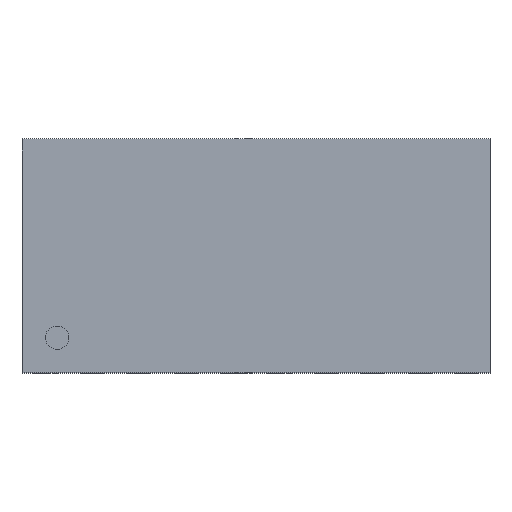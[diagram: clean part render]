
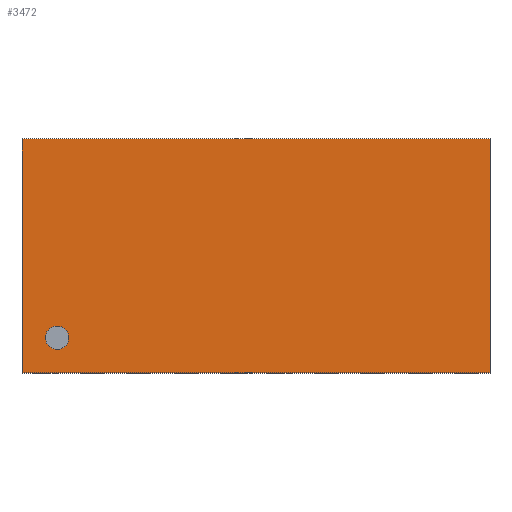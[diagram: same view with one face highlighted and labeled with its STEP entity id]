
A CAD part, top view. The second image highlights one B-rep face of the part: STEP entity #3472.
In plain terms, the highlighted planar face has unit normal (0, 0, 1).
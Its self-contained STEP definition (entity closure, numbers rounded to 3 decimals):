
#63 = EDGE_LOOP ( 'NONE', ( #1161, #2832, #3379, #1840 ) ) ;
#109 = VERTEX_POINT ( 'NONE', #801 ) ;
#128 = AXIS2_PLACEMENT_3D ( 'NONE', #2732, #2063, #391 ) ;
#168 = VERTEX_POINT ( 'NONE', #2369 ) ;
#195 = VECTOR ( 'NONE', #3460, 1000. ) ;
#255 = EDGE_CURVE ( 'NONE', #109, #962, #1223, .T. ) ;
#273 = LINE ( 'NONE', #3437, #2416 ) ;
#328 = DIRECTION ( 'NONE',  ( -1., 0., 0. ) ) ;
#358 = VECTOR ( 'NONE', #328, 1000. ) ;
#359 = DIRECTION ( 'NONE',  ( 0., 0., -1. ) ) ;
#387 = CARTESIAN_POINT ( 'NONE',  ( 4., 0., 0.45 ) ) ;
#391 = DIRECTION ( 'NONE',  ( 1., 0., 0. ) ) ;
#410 = FACE_OUTER_BOUND ( 'NONE', #63, .T. ) ;
#416 = EDGE_CURVE ( 'NONE', #962, #3068, #273, .T. ) ;
#455 = EDGE_CURVE ( 'NONE', #3068, #789, #2257, .T. ) ;
#532 = CARTESIAN_POINT ( 'NONE',  ( 4., 0., 0.45 ) ) ;
#778 = CARTESIAN_POINT ( 'NONE',  ( 0., 0., 0.45 ) ) ;
#779 = DIRECTION ( 'NONE',  ( 0., -1., 0. ) ) ;
#789 = VERTEX_POINT ( 'NONE', #3513 ) ;
#801 = CARTESIAN_POINT ( 'NONE',  ( 0., 2., 0.45 ) ) ;
#959 = DIRECTION ( 'NONE',  ( 0., 0., 1. ) ) ;
#962 = VERTEX_POINT ( 'NONE', #3284 ) ;
#1069 = FACE_BOUND ( 'NONE', #1537, .T. ) ;
#1161 = ORIENTED_EDGE ( 'NONE', *, *, #255, .T. ) ;
#1205 = EDGE_CURVE ( 'NONE', #1360, #168, #3012, .T. ) ;
#1223 = LINE ( 'NONE', #2042, #2628 ) ;
#1360 = VERTEX_POINT ( 'NONE', #2781 ) ;
#1378 = DIRECTION ( 'NONE',  ( 1., 0., 0. ) ) ;
#1427 = DIRECTION ( 'NONE',  ( -1., 0., 0. ) ) ;
#1449 = AXIS2_PLACEMENT_3D ( 'NONE', #2649, #959, #1482 ) ;
#1482 = DIRECTION ( 'NONE',  ( 1., 0., 0. ) ) ;
#1493 = ORIENTED_EDGE ( 'NONE', *, *, #1205, .F. ) ;
#1526 = PLANE ( 'NONE',  #2308 ) ;
#1537 = EDGE_LOOP ( 'NONE', ( #1796, #1493 ) ) ;
#1796 = ORIENTED_EDGE ( 'NONE', *, *, #2614, .F. ) ;
#1840 = ORIENTED_EDGE ( 'NONE', *, *, #1891, .T. ) ;
#1848 = LINE ( 'NONE', #2599, #358 ) ;
#1891 = EDGE_CURVE ( 'NONE', #789, #109, #1848, .T. ) ;
#2042 = CARTESIAN_POINT ( 'NONE',  ( 0., 0., 0.45 ) ) ;
#2063 = DIRECTION ( 'NONE',  ( 0., 0., 1. ) ) ;
#2230 = CIRCLE ( 'NONE', #1449, 0.1 ) ;
#2257 = LINE ( 'NONE', #387, #195 ) ;
#2308 = AXIS2_PLACEMENT_3D ( 'NONE', #778, #359, #1427 ) ;
#2369 = CARTESIAN_POINT ( 'NONE',  ( 0.4, 0.3, 0.45 ) ) ;
#2416 = VECTOR ( 'NONE', #1378, 1000. ) ;
#2599 = CARTESIAN_POINT ( 'NONE',  ( 0., 2., 0.45 ) ) ;
#2614 = EDGE_CURVE ( 'NONE', #168, #1360, #2230, .T. ) ;
#2628 = VECTOR ( 'NONE', #779, 1000. ) ;
#2649 = CARTESIAN_POINT ( 'NONE',  ( 0.3, 0.3, 0.45 ) ) ;
#2732 = CARTESIAN_POINT ( 'NONE',  ( 0.3, 0.3, 0.45 ) ) ;
#2781 = CARTESIAN_POINT ( 'NONE',  ( 0.2, 0.3, 0.45 ) ) ;
#2832 = ORIENTED_EDGE ( 'NONE', *, *, #416, .T. ) ;
#3012 = CIRCLE ( 'NONE', #128, 0.1 ) ;
#3068 = VERTEX_POINT ( 'NONE', #532 ) ;
#3284 = CARTESIAN_POINT ( 'NONE',  ( 0., 0., 0.45 ) ) ;
#3379 = ORIENTED_EDGE ( 'NONE', *, *, #455, .T. ) ;
#3437 = CARTESIAN_POINT ( 'NONE',  ( 0., 0., 0.45 ) ) ;
#3460 = DIRECTION ( 'NONE',  ( 0., 1., 0. ) ) ;
#3472 = ADVANCED_FACE ( 'NONE', ( #1069, #410 ), #1526, .F. ) ;
#3513 = CARTESIAN_POINT ( 'NONE',  ( 4., 2., 0.45 ) ) ;
